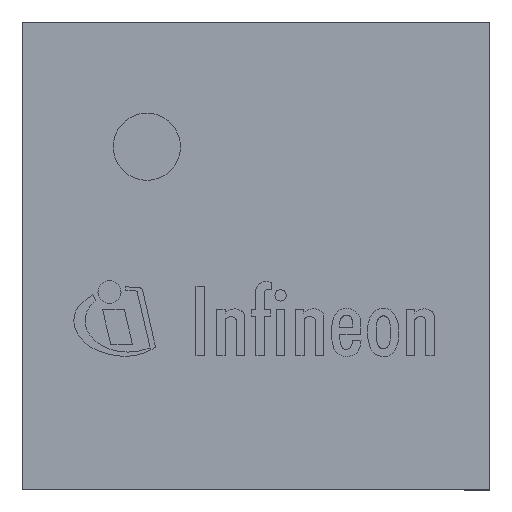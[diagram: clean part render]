
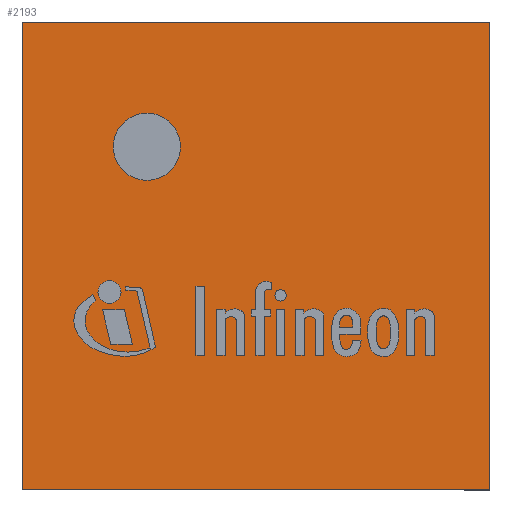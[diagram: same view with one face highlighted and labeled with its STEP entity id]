
A CAD part, top view. The second image highlights one B-rep face of the part: STEP entity #2193.
In plain terms, the highlighted planar face has unit normal (0, 0, 1).
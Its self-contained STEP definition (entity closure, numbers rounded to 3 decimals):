
#184=FACE_BOUND('',#424,.T.);
#190=CIRCLE('',#2361,0.076);
#274=FACE_OUTER_BOUND('',#423,.T.);
#423=EDGE_LOOP('',(#1471,#1472,#1473,#1474));
#424=EDGE_LOOP('',(#1475));
#579=LINE('',#3009,#739);
#582=LINE('',#3015,#742);
#585=LINE('',#3021,#745);
#588=LINE('',#3025,#748);
#739=VECTOR('',#2543,1.);
#742=VECTOR('',#2548,1.);
#745=VECTOR('',#2553,1.);
#748=VECTOR('',#2558,1.);
#893=VERTEX_POINT('',#2998);
#896=VERTEX_POINT('',#3006);
#897=VERTEX_POINT('',#3008);
#899=VERTEX_POINT('',#3014);
#901=VERTEX_POINT('',#3020);
#1116=EDGE_CURVE('',#893,#893,#190,.T.);
#1119=EDGE_CURVE('',#897,#896,#579,.T.);
#1122=EDGE_CURVE('',#899,#897,#582,.T.);
#1125=EDGE_CURVE('',#901,#899,#585,.T.);
#1128=EDGE_CURVE('',#896,#901,#588,.T.);
#1471=ORIENTED_EDGE('',*,*,#1128,.T.);
#1472=ORIENTED_EDGE('',*,*,#1125,.T.);
#1473=ORIENTED_EDGE('',*,*,#1122,.T.);
#1474=ORIENTED_EDGE('',*,*,#1119,.T.);
#1475=ORIENTED_EDGE('',*,*,#1116,.T.);
#2074=PLANE('',#2368);
#2193=ADVANCED_FACE('',(#274,#184),#2074,.T.);
#2361=AXIS2_PLACEMENT_3D('',#3000,#2535,#2536);
#2368=AXIS2_PLACEMENT_3D('',#3027,#2561,#2562);
#2535=DIRECTION('center_axis',(0.,0.,-1.));
#2536=DIRECTION('ref_axis',(0.,1.,0.));
#2543=DIRECTION('',(1.,0.,0.));
#2548=DIRECTION('',(0.,-1.,0.));
#2553=DIRECTION('',(-1.,0.,0.));
#2558=DIRECTION('',(0.,1.,0.));
#2561=DIRECTION('center_axis',(0.,0.,1.));
#2562=DIRECTION('ref_axis',(0.,-1.,0.));
#2998=CARTESIAN_POINT('',(-0.245,0.17,0.415));
#3000=CARTESIAN_POINT('Origin',(-0.245,0.245,0.415));
#3006=CARTESIAN_POINT('',(0.525,-0.525,0.415));
#3008=CARTESIAN_POINT('',(-0.525,-0.525,0.415));
#3009=CARTESIAN_POINT('',(0.525,-0.525,0.415));
#3014=CARTESIAN_POINT('',(-0.525,0.525,0.415));
#3015=CARTESIAN_POINT('',(-0.525,-0.525,0.415));
#3020=CARTESIAN_POINT('',(0.525,0.525,0.415));
#3021=CARTESIAN_POINT('',(-0.525,0.525,0.415));
#3025=CARTESIAN_POINT('',(0.525,0.525,0.415));
#3027=CARTESIAN_POINT('Origin',(0.,0.,
0.415));
